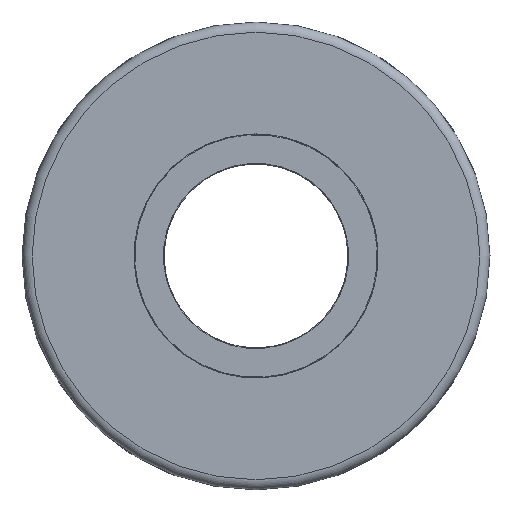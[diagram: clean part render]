
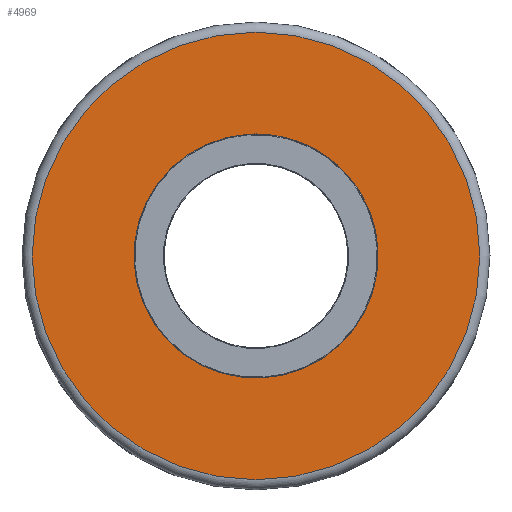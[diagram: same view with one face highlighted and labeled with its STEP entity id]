
A CAD part, left-side view. The second image highlights one B-rep face of the part: STEP entity #4969.
In plain terms, the highlighted planar face has unit normal (-1, 0, 0).
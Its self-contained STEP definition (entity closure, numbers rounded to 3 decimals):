
#59=PLANE('',#5770);
#216=FACE_BOUND('',#628,.T.);
#416=FACE_OUTER_BOUND('',#627,.T.);
#627=EDGE_LOOP('',(#4347,#4348));
#628=EDGE_LOOP('',(#4349,#4350));
#1199=CIRCLE('',#5693,36.5);
#1200=CIRCLE('',#5694,36.5);
#1239=CIRCLE('',#5764,66.952);
#1240=CIRCLE('',#5765,66.952);
#1986=VERTEX_POINT('',#9657);
#1987=VERTEX_POINT('',#9659);
#2026=VERTEX_POINT('',#9845);
#2027=VERTEX_POINT('',#9847);
#2767=EDGE_CURVE('',#1986,#1987,#1199,.T.);
#2768=EDGE_CURVE('',#1987,#1986,#1200,.T.);
#2833=EDGE_CURVE('',#2026,#2027,#1239,.T.);
#2834=EDGE_CURVE('',#2027,#2026,#1240,.T.);
#4347=ORIENTED_EDGE('',*,*,#2834,.F.);
#4348=ORIENTED_EDGE('',*,*,#2833,.F.);
#4349=ORIENTED_EDGE('',*,*,#2768,.F.);
#4350=ORIENTED_EDGE('',*,*,#2767,.F.);
#4969=ADVANCED_FACE('',(#416,#216),#59,.T.);
#5693=AXIS2_PLACEMENT_3D('',#9660,#7299,#7300);
#5694=AXIS2_PLACEMENT_3D('',#9661,#7301,#7302);
#5764=AXIS2_PLACEMENT_3D('',#9848,#7464,#7465);
#5765=AXIS2_PLACEMENT_3D('',#9849,#7466,#7467);
#5770=AXIS2_PLACEMENT_3D('',#9883,#7476,#7477);
#7299=DIRECTION('center_axis',(-1.,0.,0.));
#7300=DIRECTION('ref_axis',(0.,0.,-1.));
#7301=DIRECTION('center_axis',(-1.,0.,0.));
#7302=DIRECTION('ref_axis',(0.,0.,-1.));
#7464=DIRECTION('center_axis',(1.,0.,0.));
#7465=DIRECTION('ref_axis',(0.,-1.,0.));
#7466=DIRECTION('center_axis',(1.,0.,0.));
#7467=DIRECTION('ref_axis',(0.,-1.,0.));
#7476=DIRECTION('center_axis',(-1.,0.,0.));
#7477=DIRECTION('ref_axis',(0.,0.,1.));
#9657=CARTESIAN_POINT('',(-34.,2.585,36.408));
#9659=CARTESIAN_POINT('',(-34.,0.,36.5));
#9660=CARTESIAN_POINT('Origin',(-34.,0.,0.));
#9661=CARTESIAN_POINT('Origin',(-34.,0.,0.));
#9845=CARTESIAN_POINT('',(-34.,0.,66.952));
#9847=CARTESIAN_POINT('',(-34.,66.952,0.));
#9848=CARTESIAN_POINT('Origin',(-34.,0.,0.));
#9849=CARTESIAN_POINT('Origin',(-34.,0.,0.));
#9883=CARTESIAN_POINT('Origin',(-34.,69.942,0.));
